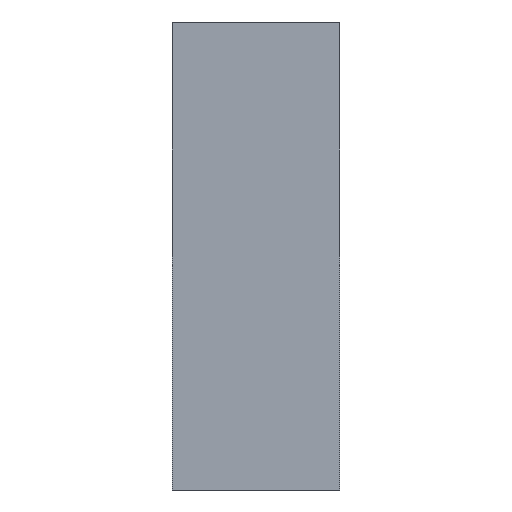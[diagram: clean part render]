
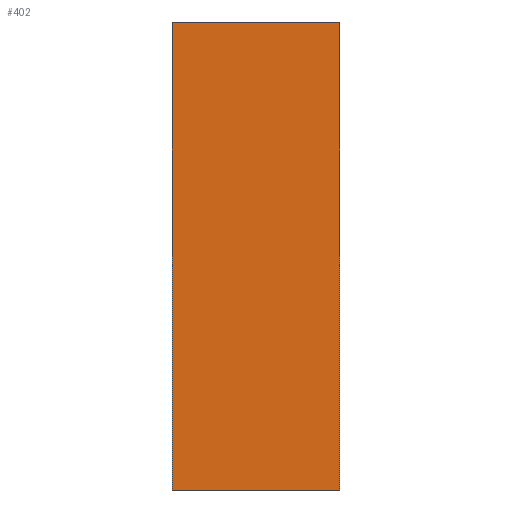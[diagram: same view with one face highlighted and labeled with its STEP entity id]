
A CAD part, left-side view. The second image highlights one B-rep face of the part: STEP entity #402.
In plain terms, the highlighted planar face has unit normal (-1, 0, 0).
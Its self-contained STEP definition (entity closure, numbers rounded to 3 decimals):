
#128 = VERTEX_POINT('',#129);
#129 = CARTESIAN_POINT('',(-45.,0.,0.));
#135 = EDGE_CURVE('',#128,#136,#138,.T.);
#136 = VERTEX_POINT('',#137);
#137 = CARTESIAN_POINT('',(-45.,25.,0.));
#138 = LINE('',#139,#140);
#139 = CARTESIAN_POINT('',(-45.,0.,0.));
#140 = VECTOR('',#141,1.);
#141 = DIRECTION('',(0.,1.,0.));
#243 = VERTEX_POINT('',#244);
#244 = CARTESIAN_POINT('',(-45.,0.,70.));
#250 = EDGE_CURVE('',#243,#251,#253,.T.);
#251 = VERTEX_POINT('',#252);
#252 = CARTESIAN_POINT('',(-45.,25.,70.));
#253 = LINE('',#254,#255);
#254 = CARTESIAN_POINT('',(-45.,0.,70.));
#255 = VECTOR('',#256,1.);
#256 = DIRECTION('',(0.,1.,0.));
#391 = EDGE_CURVE('',#128,#243,#392,.T.);
#392 = LINE('',#393,#394);
#393 = CARTESIAN_POINT('',(-45.,0.,0.));
#394 = VECTOR('',#395,1.);
#395 = DIRECTION('',(0.,0.,1.));
#402 = ADVANCED_FACE('',(#403),#414,.T.);
#403 = FACE_BOUND('',#404,.T.);
#404 = EDGE_LOOP('',(#405,#406,#407,#413));
#405 = ORIENTED_EDGE('',*,*,#391,.T.);
#406 = ORIENTED_EDGE('',*,*,#250,.T.);
#407 = ORIENTED_EDGE('',*,*,#408,.F.);
#408 = EDGE_CURVE('',#136,#251,#409,.T.);
#409 = LINE('',#410,#411);
#410 = CARTESIAN_POINT('',(-45.,25.,0.));
#411 = VECTOR('',#412,1.);
#412 = DIRECTION('',(0.,0.,1.));
#413 = ORIENTED_EDGE('',*,*,#135,.F.);
#414 = PLANE('',#415);
#415 = AXIS2_PLACEMENT_3D('',#416,#417,#418);
#416 = CARTESIAN_POINT('',(-45.,0.,0.));
#417 = DIRECTION('',(-1.,0.,0.));
#418 = DIRECTION('',(0.,1.,0.));
